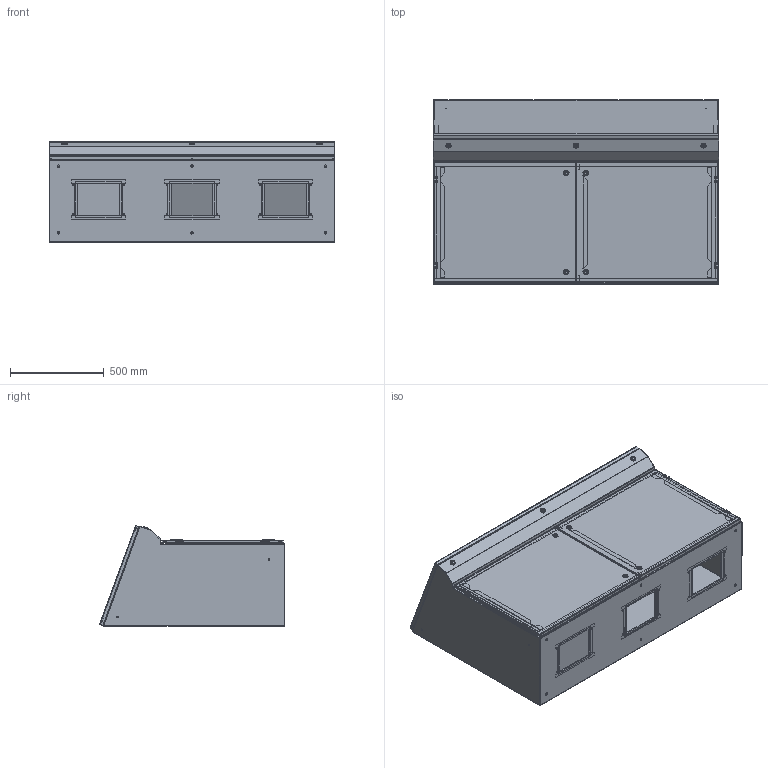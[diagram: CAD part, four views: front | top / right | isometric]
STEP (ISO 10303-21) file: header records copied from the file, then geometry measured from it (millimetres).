
FILE_DESCRIPTION (( 'STEP AP214' ), '1' );
FILE_NAME ('2CSC2060.STEP', '2019-07-17T21:09:11', ( '' ), ( '' ), 'SwSTEP 2.0', 'SolidWorks 2018', '' );
FILE_SCHEMA (( 'AUTOMOTIVE_DESIGN' ));
Length unit declared in the file: inch
Products named in the file (1): 2CSC2060
Bounding box: 1524 x 985.75 x 536.54 mm (x, y, z)
Volume: 12340748 mm3; surface area: 12568006.7 mm2
Topology: 153 solids, 153 shells, 3087 faces, 7659 edges, 5002 vertices
Faces by surface type: plane 2171, cylinder 724, cone 70, bspline 68, torus 50, sphere 4
Full cylindrical faces by diameter (mm): 4.801 x8, 4.976 x12, 5 x7, 5.004 x8, 5.994 x24, 6 x15, 6.172 x2, 6.35 x42, 6.909 x3, 7.137 x68, 7.937 x9, 7.938 x14, 8.331 x2, 8.433 x6, 8.509 x3, 9.5 x8, 9.525 x6, 9.83 x14, 9.931 x4, 10.16 x2, 11.1 x2, 12.7 x26, 13.335 x7, 15.494 x4, 15.875 x7, 16.002 x7, 16.51 x6, 17.45 x3, 19.5 x7, 19.939 x7
Entity records: 135924 total; most frequent: CARTESIAN_POINT 22246, DIRECTION 14361, ORIENTED_EDGE 14024, EDGE_CURVE 7012, LINE 5101, VECTOR 5101, VERTEX_POINT 4827, AXIS2_PLACEMENT_3D 4630
